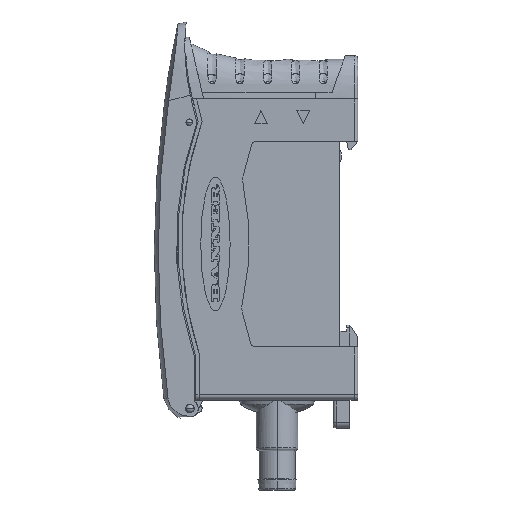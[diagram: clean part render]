
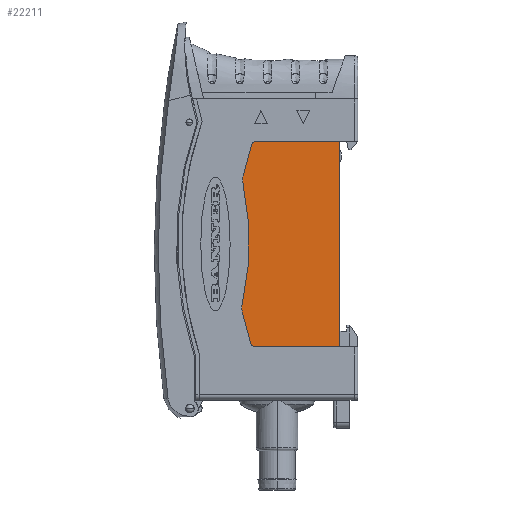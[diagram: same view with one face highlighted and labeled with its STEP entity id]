
A CAD part, left-side view. The second image highlights one B-rep face of the part: STEP entity #22211.
In plain terms, the highlighted planar face has unit normal (-1, 0, 0).
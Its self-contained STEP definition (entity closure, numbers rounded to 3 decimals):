
#7982=DIRECTION('',(0.,0.,-1.));
#7983=VECTOR('',#7982,37.);
#7984=CARTESIAN_POINT('',(-4.8,3.2,-7.6));
#7985=LINE('',#7984,#7983);
#8310=DIRECTION('',(0.,-1.,0.));
#8311=VECTOR('',#8310,15.121);
#8312=CARTESIAN_POINT('',(-4.8,18.321,-44.6));
#8313=LINE('',#8312,#8311);
#8314=CARTESIAN_POINT('',(-4.8,18.321,-43.6));
#8315=DIRECTION('',(-1.,0.,0.));
#8316=DIRECTION('',(0.,0.966,-0.259));
#8317=AXIS2_PLACEMENT_3D('',#8314,#8315,#8316);
#8319=DIRECTION('',(0.,-0.259,-0.966));
#8320=VECTOR('',#8319,5.676);
#8321=CARTESIAN_POINT('',(-4.8,20.756,-38.376));
#8322=LINE('',#8321,#8320);
#8323=CARTESIAN_POINT('',(-4.8,17.858,-37.6));
#8324=DIRECTION('',(-1.,0.,0.));
#8325=DIRECTION('',(0.,0.975,0.224));
#8326=AXIS2_PLACEMENT_3D('',#8323,#8324,#8325);
#8328=CARTESIAN_POINT('',(-4.8,69.515,-25.745));
#8329=DIRECTION('',(1.,0.,0.));
#8330=DIRECTION('',(0.,-0.978,0.21));
#8331=AXIS2_PLACEMENT_3D('',#8328,#8329,#8330);
#8333=CARTESIAN_POINT('',(-4.8,17.7,-14.6));
#8334=DIRECTION('',(-1.,0.,0.));
#8335=DIRECTION('',(0.,0.966,0.259));
#8336=AXIS2_PLACEMENT_3D('',#8333,#8334,#8335);
#8338=DIRECTION('',(0.,0.259,-0.966));
#8339=VECTOR('',#8338,5.676);
#8340=CARTESIAN_POINT('',(-4.8,19.129,-8.341));
#8341=LINE('',#8340,#8339);
#8342=CARTESIAN_POINT('',(-4.8,18.163,-8.6));
#8343=DIRECTION('',(-1.,0.,0.));
#8344=DIRECTION('',(0.,0.,1.));
#8345=AXIS2_PLACEMENT_3D('',#8342,#8343,#8344);
#8347=DIRECTION('',(0.,1.,0.));
#8348=VECTOR('',#8347,14.963);
#8349=CARTESIAN_POINT('',(-4.8,3.2,-7.6));
#8350=LINE('',#8349,#8348);
#8537=CARTESIAN_POINT('',(-4.8,20.598,-13.824));
#8538=CARTESIAN_POINT('',(-4.8,20.633,-15.231));
#8539=VERTEX_POINT('',#8537);
#8540=VERTEX_POINT('',#8538);
#8541=CARTESIAN_POINT('',(-4.8,20.782,-36.929));
#8542=VERTEX_POINT('',#8541);
#8543=CARTESIAN_POINT('',(-4.8,20.756,-38.376));
#8544=VERTEX_POINT('',#8543);
#8545=CARTESIAN_POINT('',(-4.8,19.287,-43.859));
#8546=VERTEX_POINT('',#8545);
#8547=CARTESIAN_POINT('',(-4.8,18.321,-44.6));
#8548=VERTEX_POINT('',#8547);
#8549=CARTESIAN_POINT('',(-4.8,18.163,-7.6));
#8550=CARTESIAN_POINT('',(-4.8,19.129,-8.341));
#8551=VERTEX_POINT('',#8549);
#8552=VERTEX_POINT('',#8550);
#8569=CARTESIAN_POINT('',(-4.8,3.2,-7.6));
#8570=CARTESIAN_POINT('',(-4.8,3.2,-44.6));
#8571=VERTEX_POINT('',#8569);
#8572=VERTEX_POINT('',#8570);
#22187=CARTESIAN_POINT('',(-4.8,0.,0.));
#22188=DIRECTION('',(-1.,0.,0.));
#22189=DIRECTION('',(0.,0.,1.));
#22190=AXIS2_PLACEMENT_3D('',#22187,#22188,#22189);
#22191=PLANE('',#22190);
#22192=ORIENTED_EDGE('',*,*,#21731,.T.);
#22193=ORIENTED_EDGE('',*,*,#21905,.F.);
#22195=ORIENTED_EDGE('',*,*,#22194,.F.);
#22197=ORIENTED_EDGE('',*,*,#22196,.F.);
#22199=ORIENTED_EDGE('',*,*,#22198,.F.);
#22201=ORIENTED_EDGE('',*,*,#22200,.F.);
#22203=ORIENTED_EDGE('',*,*,#22202,.F.);
#22205=ORIENTED_EDGE('',*,*,#22204,.F.);
#22207=ORIENTED_EDGE('',*,*,#22206,.F.);
#22208=ORIENTED_EDGE('',*,*,#22078,.F.);
#22209=EDGE_LOOP('',(#22192,#22193,#22195,#22197,#22199,#22201,#22203,#22205,
#22207,#22208));
#22210=FACE_OUTER_BOUND('',#22209,.F.);
#22211=ADVANCED_FACE('',(#22210),#22191,.T.);
#8318=CIRCLE('',#8317,1.);
#8327=CIRCLE('',#8326,3.);
#8332=CIRCLE('',#8331,50.);
#8337=CIRCLE('',#8336,3.);
#8346=CIRCLE('',#8345,1.);
#21731=EDGE_CURVE('',#8571,#8572,#7985,.T.);
#21905=EDGE_CURVE('',#8548,#8572,#8313,.T.);
#22078=EDGE_CURVE('',#8571,#8551,#8350,.T.);
#22194=EDGE_CURVE('',#8546,#8548,#8318,.T.);
#22196=EDGE_CURVE('',#8544,#8546,#8322,.T.);
#22198=EDGE_CURVE('',#8542,#8544,#8327,.T.);
#22200=EDGE_CURVE('',#8540,#8542,#8332,.T.);
#22202=EDGE_CURVE('',#8539,#8540,#8337,.T.);
#22204=EDGE_CURVE('',#8552,#8539,#8341,.T.);
#22206=EDGE_CURVE('',#8551,#8552,#8346,.T.);
